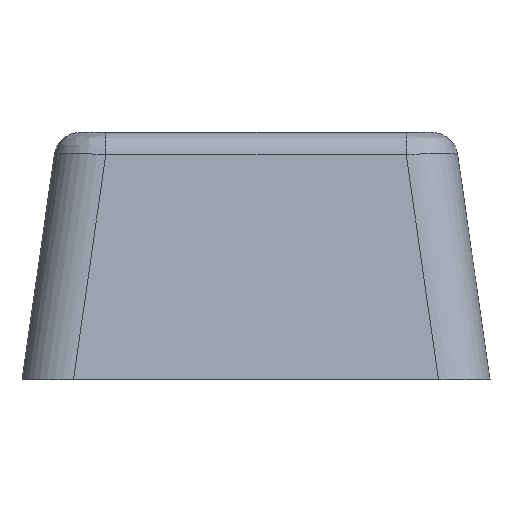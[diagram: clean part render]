
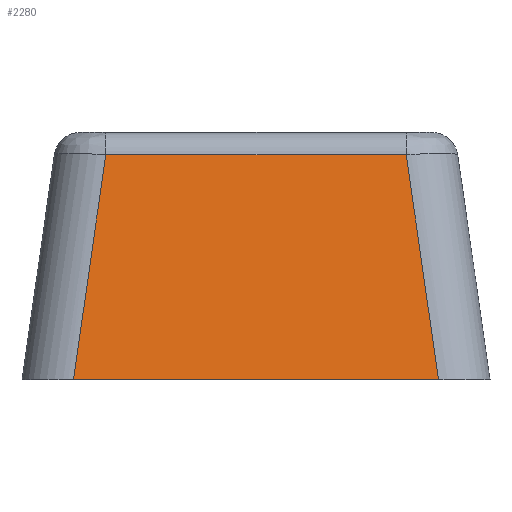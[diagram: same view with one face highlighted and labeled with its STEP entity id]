
A CAD part, left-side view. The second image highlights one B-rep face of the part: STEP entity #2280.
In plain terms, the highlighted planar face has unit normal (-0.99, 0, 0.142).
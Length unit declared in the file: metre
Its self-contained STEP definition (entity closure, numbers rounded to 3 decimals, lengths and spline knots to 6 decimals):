
#271=ORIENTED_EDGE('',*,*,#947,.T.);
#272=ORIENTED_EDGE('',*,*,#961,.T.);
#273=ORIENTED_EDGE('',*,*,#962,.T.);
#274=ORIENTED_EDGE('',*,*,#963,.T.);
#947=EDGE_CURVE('',#1293,#1292,#1479,.T.);
#961=EDGE_CURVE('',#1292,#1306,#1486,.T.);
#962=EDGE_CURVE('',#1306,#1307,#1487,.F.);
#963=EDGE_CURVE('',#1307,#1293,#1488,.F.);
#1292=VERTEX_POINT('',#3403);
#1293=VERTEX_POINT('',#3405);
#1306=VERTEX_POINT('',#3433);
#1307=VERTEX_POINT('',#3435);
#1479=LINE('',#3404,#1724);
#1486=LINE('',#3432,#1731);
#1487=LINE('',#3434,#1732);
#1488=LINE('',#3436,#1733);
#1724=VECTOR('',#2704,1.);
#1731=VECTOR('',#2727,1.);
#1732=VECTOR('',#2728,1.);
#1733=VECTOR('',#2729,1.);
#1928=EDGE_LOOP('',(#271,#272,#273,#274));
#2069=FACE_BOUND('',#1928,.T.);
#2202=PLANE('',#2456);
#2280=ADVANCED_FACE('',(#2069),#2202,.T.);
#2456=AXIS2_PLACEMENT_3D('',#3431,#2725,#2726);
#2704=DIRECTION('',(0.,-1.,0.));
#2725=DIRECTION('',(-0.99,0.,0.142));
#2726=DIRECTION('',(0.142,0.,0.99));
#2727=DIRECTION('',(0.141,0.141,0.98));
#2728=DIRECTION('',(0.,-1.,0.));
#2729=DIRECTION('',(0.141,-0.141,0.98));
#3403=CARTESIAN_POINT('',(0.049,-0.01702,0.));
#3404=CARTESIAN_POINT('',(0.049,-0.01,0.));
#3405=CARTESIAN_POINT('',(0.049,-0.00298,0.));
#3431=CARTESIAN_POINT('',(0.049,-0.019,0.));
#3432=CARTESIAN_POINT('',(0.048961,-0.01706,-0.000273));
#3433=CARTESIAN_POINT('',(0.050243,-0.015777,0.008642));
#3434=CARTESIAN_POINT('',(0.050243,-0.019,0.008642));
#3435=CARTESIAN_POINT('',(0.050243,-0.004223,0.008642));
#3436=CARTESIAN_POINT('',(0.049318,-0.003298,0.002213));
